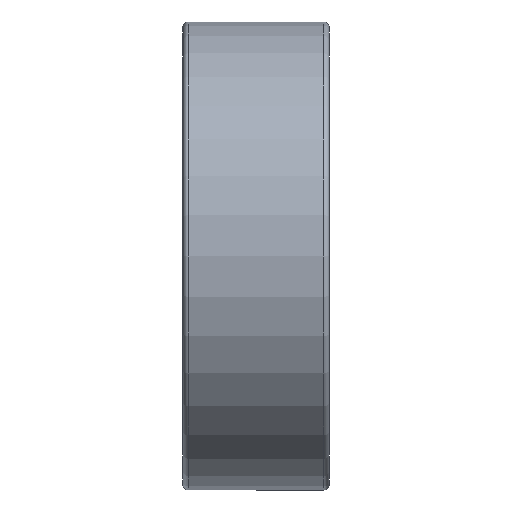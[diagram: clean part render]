
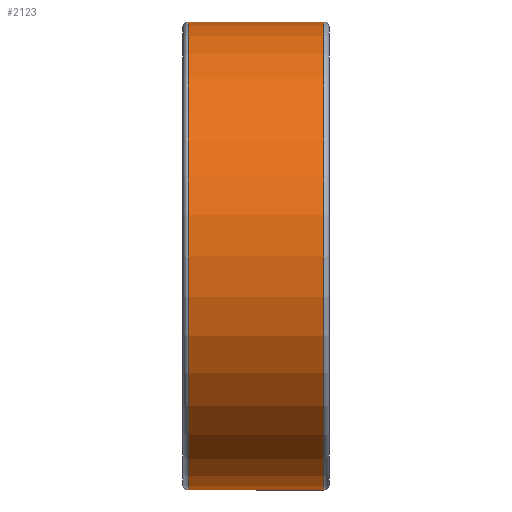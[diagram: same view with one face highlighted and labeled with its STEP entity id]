
A CAD part, front view. The second image highlights one B-rep face of the part: STEP entity #2123.
In plain terms, the highlighted cylindrical face has radius 16 mm (diameter 32 mm), a partial arc.
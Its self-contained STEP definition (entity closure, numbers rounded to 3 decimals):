
#456 = LINE ( 'NONE', #461, #1540 ) ;
#461 = CARTESIAN_POINT ( 'NONE',  ( 0., 0., 16. ) ) ;
#462 = DIRECTION ( 'NONE',  ( 1., 0., 0. ) ) ;
#511 = LINE ( 'NONE', #512, #1518 ) ;
#512 = CARTESIAN_POINT ( 'NONE',  ( 0., 0., -16. ) ) ;
#513 = DIRECTION ( 'NONE',  ( 1., 0., 0. ) ) ;
#979 = DIRECTION ( 'NONE',  ( 0., 0., -1. ) ) ;
#981 = DIRECTION ( 'NONE',  ( 1., 0., 0. ) ) ;
#982 = CARTESIAN_POINT ( 'NONE',  ( -9.625, 0., 0. ) ) ;
#983 = DIRECTION ( 'NONE',  ( 0., 0., -1. ) ) ;
#984 = DIRECTION ( 'NONE',  ( 1., 0., 0. ) ) ;
#986 = CARTESIAN_POINT ( 'NONE',  ( -0.375, 0., 0. ) ) ;
#1297 = EDGE_CURVE ( 'NONE', #4006, #4007, #1851, .T. ) ;
#1298 = EDGE_CURVE ( 'NONE', #4005, #4004, #1849, .T. ) ;
#1518 = VECTOR ( 'NONE', #513, 1000. ) ;
#1540 = VECTOR ( 'NONE', #462, 1000. ) ;
#1844 = AXIS2_PLACEMENT_3D ( 'NONE', #982, #981, #979 ) ;
#1846 = AXIS2_PLACEMENT_3D ( 'NONE', #986, #984, #983 ) ;
#1849 = CIRCLE ( 'NONE', #1844, 16. ) ;
#1851 = CIRCLE ( 'NONE', #1846, 16. ) ;
#2069 = EDGE_CURVE ( 'NONE', #4005, #4006, #456, .T. ) ;
#2080 = EDGE_CURVE ( 'NONE', #4004, #4007, #511, .T. ) ;
#2123 = ADVANCED_FACE ( 'NONE', ( #4467 ), #4470, .T. ) ;
#2335 = AXIS2_PLACEMENT_3D ( 'NONE', #4469, #4443, #4472 ) ;
#3420 = EDGE_LOOP ( 'NONE', ( #3931, #3932, #3933, #3934 ) ) ;
#3931 = ORIENTED_EDGE ( 'NONE', *, *, #2069, .F. ) ;
#3932 = ORIENTED_EDGE ( 'NONE', *, *, #1298, .T. ) ;
#3933 = ORIENTED_EDGE ( 'NONE', *, *, #2080, .T. ) ;
#3934 = ORIENTED_EDGE ( 'NONE', *, *, #1297, .F. ) ;
#4004 = VERTEX_POINT ( 'NONE', #5445 ) ;
#4005 = VERTEX_POINT ( 'NONE', #5446 ) ;
#4006 = VERTEX_POINT ( 'NONE', #5447 ) ;
#4007 = VERTEX_POINT ( 'NONE', #5448 ) ;
#4443 = DIRECTION ( 'NONE',  ( 1., 0., 0. ) ) ;
#4467 = FACE_OUTER_BOUND ( 'NONE', #3420, .T. ) ;
#4469 = CARTESIAN_POINT ( 'NONE',  ( 0., 0., 0. ) ) ;
#4470 = CYLINDRICAL_SURFACE ( 'NONE', #2335, 16. ) ;
#4472 = DIRECTION ( 'NONE',  ( 0., 0., -1. ) ) ;
#5445 = CARTESIAN_POINT ( 'NONE',  ( -9.625, 0., -16. ) ) ;
#5446 = CARTESIAN_POINT ( 'NONE',  ( -9.625, 0., 16. ) ) ;
#5447 = CARTESIAN_POINT ( 'NONE',  ( -0.375, 0., 16. ) ) ;
#5448 = CARTESIAN_POINT ( 'NONE',  ( -0.375, 0., -16. ) ) ;
